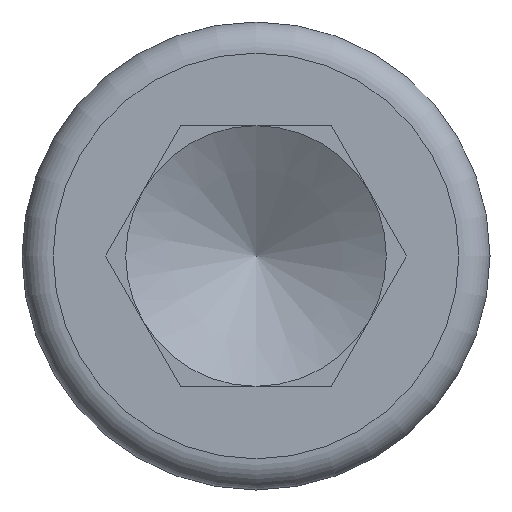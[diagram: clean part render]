
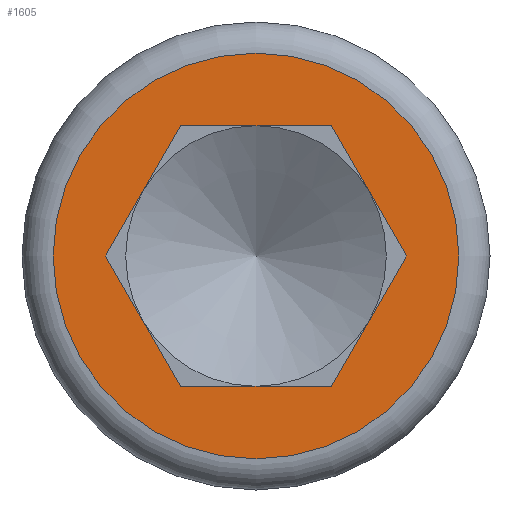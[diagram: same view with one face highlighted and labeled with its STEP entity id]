
A CAD part, left-side view. The second image highlights one B-rep face of the part: STEP entity #1605.
In plain terms, the highlighted planar face has unit normal (-1, 0, 0).
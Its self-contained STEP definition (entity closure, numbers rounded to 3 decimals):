
#16 = CARTESIAN_POINT ( 'NONE',  ( 0., 2.894, -5.013 ) ) ;
#80 = CIRCLE ( 'NONE', #869, 7.8 ) ;
#93 = LINE ( 'NONE', #1466, #1265 ) ;
#95 = CARTESIAN_POINT ( 'NONE',  ( 0., 5.788, 0. ) ) ;
#217 = LINE ( 'NONE', #713, #1492 ) ;
#236 = CARTESIAN_POINT ( 'NONE',  ( 0., 2.894, 5.012 ) ) ;
#257 = EDGE_CURVE ( 'NONE', #1021, #699, #217, .T. ) ;
#258 = CARTESIAN_POINT ( 'NONE',  ( 0., 5.788, 0. ) ) ;
#278 = LINE ( 'NONE', #258, #978 ) ;
#282 = LINE ( 'NONE', #1031, #1054 ) ;
#327 = EDGE_LOOP ( 'NONE', ( #1452 ) ) ;
#336 = CARTESIAN_POINT ( 'NONE',  ( 0., 2.894, -5.013 ) ) ;
#343 = DIRECTION ( 'NONE',  ( 0., -0.5, 0.866 ) ) ;
#395 = EDGE_CURVE ( 'NONE', #1016, #1016, #80, .T. ) ;
#401 = FACE_BOUND ( 'NONE', #651, .T. ) ;
#407 = VECTOR ( 'NONE', #812, 1000. ) ;
#416 = EDGE_CURVE ( 'NONE', #1026, #1291, #1122, .T. ) ;
#472 = DIRECTION ( 'NONE',  ( 0., -0.5, -0.866 ) ) ;
#500 = DIRECTION ( 'NONE',  ( 0., 0., 1. ) ) ;
#522 = AXIS2_PLACEMENT_3D ( 'NONE', #899, #665, #1274 ) ;
#562 = VERTEX_POINT ( 'NONE', #956 ) ;
#573 = ORIENTED_EDGE ( 'NONE', *, *, #825, .T. ) ;
#596 = CARTESIAN_POINT ( 'NONE',  ( 0., -2.894, 5.012 ) ) ;
#628 = DIRECTION ( 'NONE',  ( 0., -1., 0. ) ) ;
#636 = CARTESIAN_POINT ( 'NONE',  ( 0., -2.894, -5.012 ) ) ;
#638 = ORIENTED_EDGE ( 'NONE', *, *, #416, .F. ) ;
#651 = EDGE_LOOP ( 'NONE', ( #1020, #1588, #573, #1311, #638, #1247 ) ) ;
#665 = DIRECTION ( 'NONE',  ( -1., 0., 0. ) ) ;
#699 = VERTEX_POINT ( 'NONE', #236 ) ;
#713 = CARTESIAN_POINT ( 'NONE',  ( 0., 5.788, 0. ) ) ;
#745 = DIRECTION ( 'NONE',  ( 0., -0.5, -0.866 ) ) ;
#771 = FACE_OUTER_BOUND ( 'NONE', #327, .T. ) ;
#801 = LINE ( 'NONE', #596, #407 ) ;
#812 = DIRECTION ( 'NONE',  ( 0., 1., 0. ) ) ;
#825 = EDGE_CURVE ( 'NONE', #562, #1056, #93, .T. ) ;
#869 = AXIS2_PLACEMENT_3D ( 'NONE', #1223, #1591, #500 ) ;
#899 = CARTESIAN_POINT ( 'NONE',  ( 0., 0., 0. ) ) ;
#956 = CARTESIAN_POINT ( 'NONE',  ( 0., -2.894, 5.012 ) ) ;
#978 = VECTOR ( 'NONE', #745, 1000. ) ;
#1016 = VERTEX_POINT ( 'NONE', #1505 ) ;
#1020 = ORIENTED_EDGE ( 'NONE', *, *, #257, .T. ) ;
#1021 = VERTEX_POINT ( 'NONE', #95 ) ;
#1026 = VERTEX_POINT ( 'NONE', #336 ) ;
#1031 = CARTESIAN_POINT ( 'NONE',  ( 0., -5.788, 0. ) ) ;
#1054 = VECTOR ( 'NONE', #1395, 1000. ) ;
#1056 = VERTEX_POINT ( 'NONE', #1191 ) ;
#1070 = EDGE_CURVE ( 'NONE', #562, #699, #801, .T. ) ;
#1122 = LINE ( 'NONE', #16, #1543 ) ;
#1191 = CARTESIAN_POINT ( 'NONE',  ( 0., -5.788, 0. ) ) ;
#1223 = CARTESIAN_POINT ( 'NONE',  ( 0., 0., 0. ) ) ;
#1247 = ORIENTED_EDGE ( 'NONE', *, *, #1282, .F. ) ;
#1252 = PLANE ( 'NONE',  #522 ) ;
#1265 = VECTOR ( 'NONE', #472, 1000. ) ;
#1274 = DIRECTION ( 'NONE',  ( 0., 0., 1. ) ) ;
#1282 = EDGE_CURVE ( 'NONE', #1021, #1026, #278, .T. ) ;
#1291 = VERTEX_POINT ( 'NONE', #636 ) ;
#1311 = ORIENTED_EDGE ( 'NONE', *, *, #1535, .T. ) ;
#1395 = DIRECTION ( 'NONE',  ( 0., 0.5, -0.866 ) ) ;
#1452 = ORIENTED_EDGE ( 'NONE', *, *, #395, .T. ) ;
#1466 = CARTESIAN_POINT ( 'NONE',  ( 0., -2.894, 5.012 ) ) ;
#1492 = VECTOR ( 'NONE', #343, 1000. ) ;
#1505 = CARTESIAN_POINT ( 'NONE',  ( 0., 0., 7.8 ) ) ;
#1535 = EDGE_CURVE ( 'NONE', #1056, #1291, #282, .T. ) ;
#1543 = VECTOR ( 'NONE', #628, 1000. ) ;
#1588 = ORIENTED_EDGE ( 'NONE', *, *, #1070, .F. ) ;
#1591 = DIRECTION ( 'NONE',  ( -1., 0., 0. ) ) ;
#1605 = ADVANCED_FACE ( 'NONE', ( #401, #771 ), #1252, .T. ) ;
